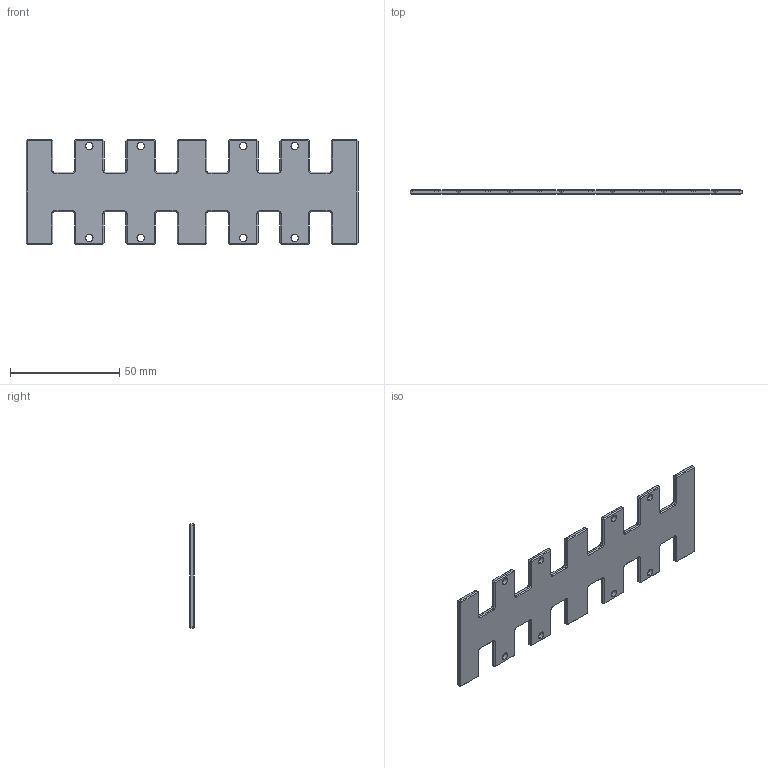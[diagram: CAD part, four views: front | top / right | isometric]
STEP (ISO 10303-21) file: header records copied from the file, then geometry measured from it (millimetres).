
FILE_DESCRIPTION (( 'STEP AP214' ), '1' );
FILE_NAME ('JXS-02-02.STEP', '2026-02-04T18:13:39', ( '1' ), ( '' ), 'SwSTEP 2.0', 'SolidWorks 2020', '' );
FILE_SCHEMA (( 'AUTOMOTIVE_DESIGN' ));
Length unit declared in the file: millimetre
Products named in the file (1): JXS-02-02
Bounding box: 152 x 2 x 48 mm (x, y, z)
Volume: 10660.9 mm3; surface area: 12058.5 mm2
Topology: 1 solids, 1 shells, 330 faces, 776 edges, 448 vertices
Faces by surface type: plane 158, cone 104, cylinder 68
Entity records: 9282 total; most frequent: DIRECTION 1678, CARTESIAN_POINT 1555, ORIENTED_EDGE 1552, EDGE_CURVE 776, AXIS2_PLACEMENT_3D 571, VECTOR 536, LINE 536, VERTEX_POINT 448
